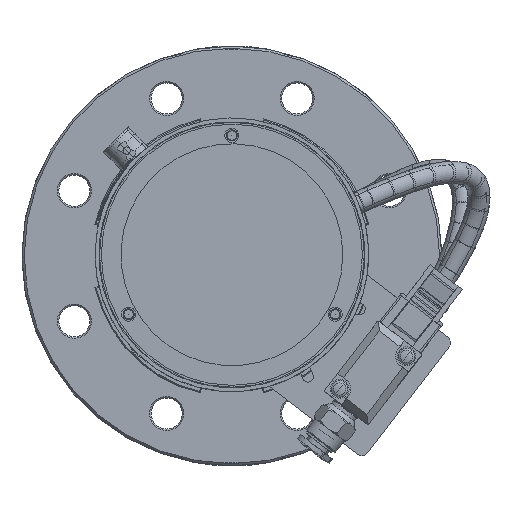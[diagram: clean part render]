
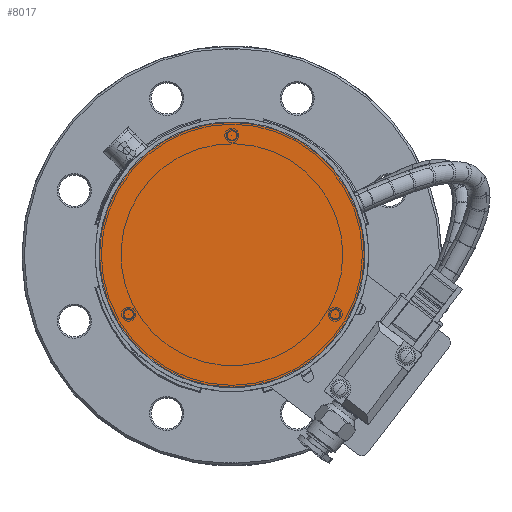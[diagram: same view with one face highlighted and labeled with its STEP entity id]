
A CAD part, top view. The second image highlights one B-rep face of the part: STEP entity #8017.
In plain terms, the highlighted planar face has unit normal (0, 0, 1).
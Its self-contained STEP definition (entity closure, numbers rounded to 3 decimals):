
#8017=ADVANCED_FACE('',(#10867),#10132,.T.);
#10132=PLANE('',#41164);
#10867=FACE_OUTER_BOUND('',#12666,.T.);
#12666=EDGE_LOOP('',(#19034));
#19034=ORIENTED_EDGE('',*,*,#33793,.T.);
#29866=VERTEX_POINT('',#54835);
#33793=EDGE_CURVE('',#29866,#29866,#39221,.T.);
#39221=CIRCLE('',#41162,35.8);
#41162=AXIS2_PLACEMENT_3D('',#54834,#45223,#45224);
#41164=AXIS2_PLACEMENT_3D('',#54837,#45227,#45228);
#45223=DIRECTION('',(0.,0.,1.));
#45224=DIRECTION('',(0.5,-0.866,0.));
#45227=DIRECTION('',(0.,0.,1.));
#45228=DIRECTION('',(0.5,-0.866,0.));
#54834=CARTESIAN_POINT('',(0.,0.,42.5));
#54835=CARTESIAN_POINT('',(17.9,-31.004,42.5));
#54837=CARTESIAN_POINT('',(0.,0.,42.5));
